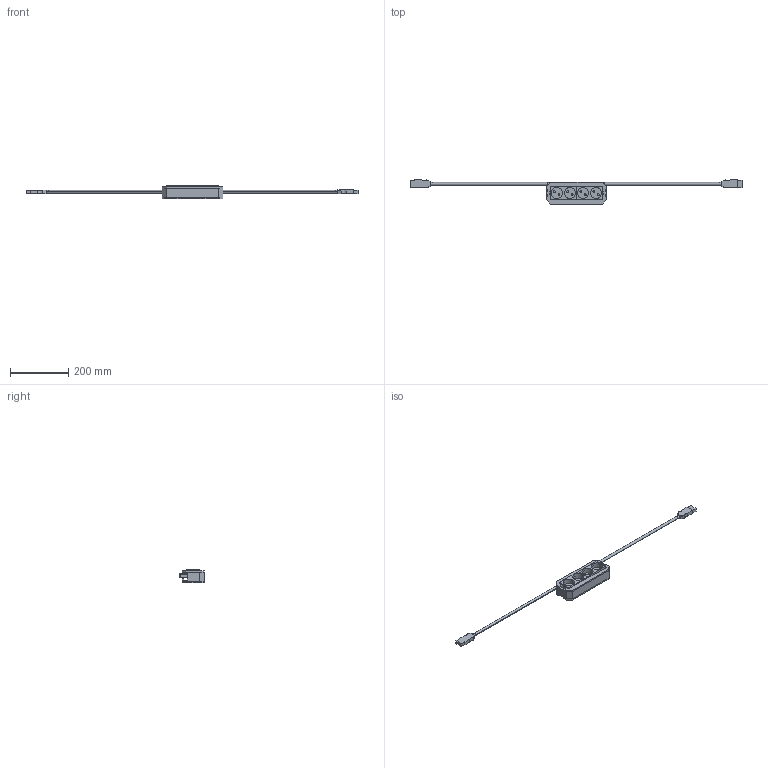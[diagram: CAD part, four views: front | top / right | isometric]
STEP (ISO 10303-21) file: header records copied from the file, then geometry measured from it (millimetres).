
FILE_DESCRIPTION (( 'STEP AP214' ), '1' );
FILE_NAME ('7404616.stp', '2020-12-08T15:03:10', ( '' ), ( '' ), 'SwSTEP 2.0', 'SolidWorks 2020', '' );
FILE_SCHEMA (( 'AUTOMOTIVE_DESIGN' ));
Length unit declared in the file: millimetre
Products named in the file (14): 044047_Standard; 077657_Standard; 109367_f〉 konfektionierten UT; 7404616; 044406_Standard; 109367T1_f〉 konfektionierten UT; 044040_Standard; 072941_Standard; 071656_Standard; 071650_Standard; P_0000011081_1_Stecker
Assembly tree (18 placements, depth 4):
  7404616
    072941_Standard
    071650_Standard  x2
    071656_Standard
    044406_Standard
      044047_Standard
      077657_Standard
        044040_Standard
    109367_f〉 konfektionierten UT
      P_0000011081_1_Stecker
      109367T1_f〉 konfektionierten UT
    109367_f〉 konfektionierten UT
      P_0000011081_1_Stecker
      109367T1_f〉 konfektionierten UT
    044406_Standard
      044047_Standard
      077657_Standard
        044040_Standard
Bounding box: 1139.57 x 83.45 x 45.25 mm (x, y, z)
Volume: 492844.1 mm3; surface area: 186981.4 mm2
Topology: 12 solids, 12 shells, 243 faces, 616 edges, 408 vertices
Faces by surface type: plane 171, cylinder 68, torus 4
Entity records: 5079 total; most frequent: CARTESIAN_POINT 818, DIRECTION 808, ORIENTED_EDGE 772, EDGE_CURVE 386, LINE 316, VECTOR 316, VERTEX_POINT 256, AXIS2_PLACEMENT_3D 246
